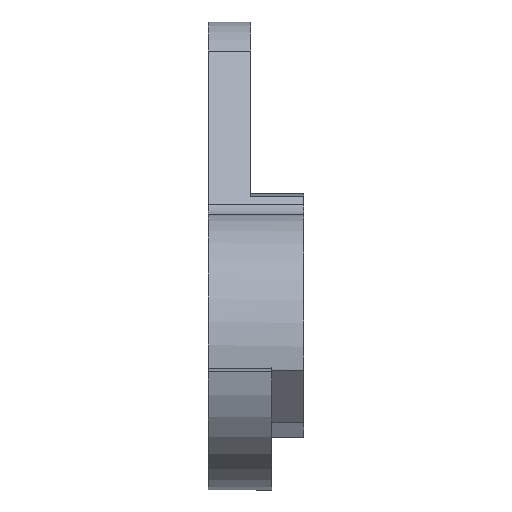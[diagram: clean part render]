
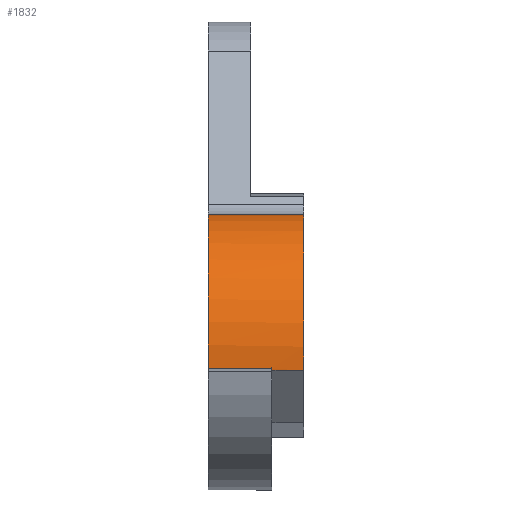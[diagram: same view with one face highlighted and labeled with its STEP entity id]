
A CAD part, left-side view. The second image highlights one B-rep face of the part: STEP entity #1832.
In plain terms, the highlighted cylindrical face has radius 13 mm (diameter 26 mm), a partial arc.
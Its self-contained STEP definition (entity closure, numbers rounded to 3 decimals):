
#506 = VERTEX_POINT('',#507);
#507 = CARTESIAN_POINT('',(-12.886,3.,-1.715));
#521 = PLANE('',#522);
#522 = AXIS2_PLACEMENT_3D('',#523,#524,#525);
#523 = CARTESIAN_POINT('',(-9.223,0.,5.018)
  );
#524 = DIRECTION('',(0.878,0.,-0.478)
  );
#525 = DIRECTION('',(0.478,0.,0.878));
#552 = CYLINDRICAL_SURFACE('',#553,13.);
#553 = AXIS2_PLACEMENT_3D('',#554,#555,#556);
#554 = CARTESIAN_POINT('',(0.,3.,0.));
#555 = DIRECTION('',(0.,-1.,0.));
#556 = DIRECTION('',(1.,0.,0.));
#643 = PLANE('',#644);
#644 = AXIS2_PLACEMENT_3D('',#645,#646,#647);
#645 = CARTESIAN_POINT('',(33.53,9.,-8.98));
#646 = DIRECTION('',(0.,1.,0.));
#647 = DIRECTION('',(-0.,0.,1.));
#1028 = EDGE_CURVE('',#1029,#506,#1031,.T.);
#1029 = VERTEX_POINT('',#1030);
#1030 = CARTESIAN_POINT('',(-12.908,3.,-1.542));
#1031 = SURFACE_CURVE('',#1032,(#1037,#1044),.PCURVE_S1.);
#1032 = CIRCLE('',#1033,13.);
#1033 = AXIS2_PLACEMENT_3D('',#1034,#1035,#1036);
#1034 = CARTESIAN_POINT('',(0.,3.,0.));
#1035 = DIRECTION('',(0.,-1.,0.));
#1036 = DIRECTION('',(1.,0.,0.));
#1037 = PCURVE('',#552,#1038);
#1038 = DEFINITIONAL_REPRESENTATION('',(#1039),#1043);
#1039 = LINE('',#1040,#1041);
#1040 = CARTESIAN_POINT('',(0.,0.));
#1041 = VECTOR('',#1042,1.);
#1042 = DIRECTION('',(1.,0.));
#1043 = ( GEOMETRIC_REPRESENTATION_CONTEXT(2) 
PARAMETRIC_REPRESENTATION_CONTEXT() REPRESENTATION_CONTEXT('2D SPACE',''
  ) );
#1044 = PCURVE('',#1045,#1050);
#1045 = CYLINDRICAL_SURFACE('',#1046,13.);
#1046 = AXIS2_PLACEMENT_3D('',#1047,#1048,#1049);
#1047 = CARTESIAN_POINT('',(0.,0.,0.));
#1048 = DIRECTION('',(0.,-1.,0.));
#1049 = DIRECTION('',(1.,0.,0.));
#1050 = DEFINITIONAL_REPRESENTATION('',(#1051),#1055);
#1051 = LINE('',#1052,#1053);
#1052 = CARTESIAN_POINT('',(0.,-3.));
#1053 = VECTOR('',#1054,1.);
#1054 = DIRECTION('',(1.,0.));
#1055 = ( GEOMETRIC_REPRESENTATION_CONTEXT(2) 
PARAMETRIC_REPRESENTATION_CONTEXT() REPRESENTATION_CONTEXT('2D SPACE',''
  ) );
#1057 = EDGE_CURVE('',#1029,#1058,#1060,.T.);
#1058 = VERTEX_POINT('',#1059);
#1059 = CARTESIAN_POINT('',(-12.908,9.,-1.542));
#1060 = SURFACE_CURVE('',#1061,(#1065,#1072),.PCURVE_S1.);
#1061 = LINE('',#1062,#1063);
#1062 = CARTESIAN_POINT('',(-12.908,3.,-1.542));
#1063 = VECTOR('',#1064,1.);
#1064 = DIRECTION('',(0.,1.,0.));
#1065 = PCURVE('',#552,#1066);
#1066 = DEFINITIONAL_REPRESENTATION('',(#1067),#1071);
#1067 = LINE('',#1068,#1069);
#1068 = CARTESIAN_POINT('',(3.26,0.));
#1069 = VECTOR('',#1070,1.);
#1070 = DIRECTION('',(0.,-1.));
#1071 = ( GEOMETRIC_REPRESENTATION_CONTEXT(2) 
PARAMETRIC_REPRESENTATION_CONTEXT() REPRESENTATION_CONTEXT('2D SPACE',''
  ) );
#1072 = PCURVE('',#1045,#1073);
#1073 = DEFINITIONAL_REPRESENTATION('',(#1074),#1078);
#1074 = LINE('',#1075,#1076);
#1075 = CARTESIAN_POINT('',(3.26,-3.));
#1076 = VECTOR('',#1077,1.);
#1077 = DIRECTION('',(0.,-1.));
#1078 = ( GEOMETRIC_REPRESENTATION_CONTEXT(2) 
PARAMETRIC_REPRESENTATION_CONTEXT() REPRESENTATION_CONTEXT('2D SPACE',''
  ) );
#1166 = VERTEX_POINT('',#1167);
#1167 = CARTESIAN_POINT('',(-12.886,0.,
    -1.715));
#1181 = PLANE('',#1182);
#1182 = AXIS2_PLACEMENT_3D('',#1183,#1184,#1185);
#1183 = CARTESIAN_POINT('',(33.53,0.,
    -8.98));
#1184 = DIRECTION('',(0.,1.,0.));
#1185 = DIRECTION('',(-0.,0.,1.));
#1214 = EDGE_CURVE('',#506,#1166,#1215,.T.);
#1215 = SURFACE_CURVE('',#1216,(#1220,#1227),.PCURVE_S1.);
#1216 = LINE('',#1217,#1218);
#1217 = CARTESIAN_POINT('',(-12.886,0.,
    -1.715));
#1218 = VECTOR('',#1219,1.);
#1219 = DIRECTION('',(0.,-1.,0.));
#1220 = PCURVE('',#521,#1221);
#1221 = DEFINITIONAL_REPRESENTATION('',(#1222),#1226);
#1222 = LINE('',#1223,#1224);
#1223 = CARTESIAN_POINT('',(-7.665,0.));
#1224 = VECTOR('',#1225,1.);
#1225 = DIRECTION('',(0.,1.));
#1226 = ( GEOMETRIC_REPRESENTATION_CONTEXT(2) 
PARAMETRIC_REPRESENTATION_CONTEXT() REPRESENTATION_CONTEXT('2D SPACE',''
  ) );
#1227 = PCURVE('',#1045,#1228);
#1228 = DEFINITIONAL_REPRESENTATION('',(#1229),#1232);
#1229 = B_SPLINE_CURVE_WITH_KNOTS('',1,(#1230,#1231),.UNSPECIFIED.,.F.,
  .F.,(2,2),(-3.,0.),.PIECEWISE_BEZIER_KNOTS.);
#1230 = CARTESIAN_POINT('',(3.274,-3.));
#1231 = CARTESIAN_POINT('',(3.274,0.));
#1232 = ( GEOMETRIC_REPRESENTATION_CONTEXT(2) 
PARAMETRIC_REPRESENTATION_CONTEXT() REPRESENTATION_CONTEXT('2D SPACE',''
  ) );
#1703 = VERTEX_POINT('',#1704);
#1704 = CARTESIAN_POINT('',(0.321,9.,12.996));
#1723 = CYLINDRICAL_SURFACE('',#1724,3.);
#1724 = AXIS2_PLACEMENT_3D('',#1725,#1726,#1727);
#1725 = CARTESIAN_POINT('',(0.395,0.,
    15.995));
#1726 = DIRECTION('',(0.,1.,0.));
#1727 = DIRECTION('',(-0.025,0.,
    -1.));
#1734 = EDGE_CURVE('',#1703,#1058,#1735,.T.);
#1735 = SURFACE_CURVE('',#1736,(#1741,#1752),.PCURVE_S1.);
#1736 = CIRCLE('',#1737,13.);
#1737 = AXIS2_PLACEMENT_3D('',#1738,#1739,#1740);
#1738 = CARTESIAN_POINT('',(0.,9.,0.));
#1739 = DIRECTION('',(0.,-1.,0.));
#1740 = DIRECTION('',(1.,0.,0.));
#1741 = PCURVE('',#643,#1742);
#1742 = DEFINITIONAL_REPRESENTATION('',(#1743),#1751);
#1743 = ( BOUNDED_CURVE() B_SPLINE_CURVE(2,(#1744,#1745,#1746,#1747,
#1748,#1749,#1750),.UNSPECIFIED.,.T.,.F.) B_SPLINE_CURVE_WITH_KNOTS((1,2
    ,2,2,2,1),(-2.094,0.,2.094,4.189,
6.283,8.378),.UNSPECIFIED.) CURVE() 
GEOMETRIC_REPRESENTATION_ITEM() RATIONAL_B_SPLINE_CURVE((1.,0.5,1.,0.5,
1.,0.5,1.)) REPRESENTATION_ITEM('') );
#1744 = CARTESIAN_POINT('',(8.98,-20.53));
#1745 = CARTESIAN_POINT('',(31.497,-20.53));
#1746 = CARTESIAN_POINT('',(20.239,-40.03));
#1747 = CARTESIAN_POINT('',(8.98,-59.53));
#1748 = CARTESIAN_POINT('',(-2.278,-40.03));
#1749 = CARTESIAN_POINT('',(-13.536,-20.53));
#1750 = CARTESIAN_POINT('',(8.98,-20.53));
#1751 = ( GEOMETRIC_REPRESENTATION_CONTEXT(2) 
PARAMETRIC_REPRESENTATION_CONTEXT() REPRESENTATION_CONTEXT('2D SPACE',''
  ) );
#1752 = PCURVE('',#1045,#1753);
#1753 = DEFINITIONAL_REPRESENTATION('',(#1754),#1757);
#1754 = B_SPLINE_CURVE_WITH_KNOTS('',1,(#1755,#1756),.UNSPECIFIED.,.F.,
  .F.,(2,2),(1.546,3.285),.PIECEWISE_BEZIER_KNOTS.);
#1755 = CARTESIAN_POINT('',(1.546,-9.));
#1756 = CARTESIAN_POINT('',(3.285,-9.));
#1757 = ( GEOMETRIC_REPRESENTATION_CONTEXT(2) 
PARAMETRIC_REPRESENTATION_CONTEXT() REPRESENTATION_CONTEXT('2D SPACE',''
  ) );
#1832 = ADVANCED_FACE('',(#1833),#1045,.T.);
#1833 = FACE_BOUND('',#1834,.T.);
#1834 = EDGE_LOOP('',(#1835,#1862,#1881,#1882,#1883,#1884));
#1835 = ORIENTED_EDGE('',*,*,#1836,.F.);
#1836 = EDGE_CURVE('',#1837,#1166,#1839,.T.);
#1837 = VERTEX_POINT('',#1838);
#1838 = CARTESIAN_POINT('',(0.321,0.,
    12.996));
#1839 = SURFACE_CURVE('',#1840,(#1845,#1851),.PCURVE_S1.);
#1840 = CIRCLE('',#1841,13.);
#1841 = AXIS2_PLACEMENT_3D('',#1842,#1843,#1844);
#1842 = CARTESIAN_POINT('',(0.,0.,0.));
#1843 = DIRECTION('',(0.,-1.,0.));
#1844 = DIRECTION('',(1.,0.,0.));
#1845 = PCURVE('',#1045,#1846);
#1846 = DEFINITIONAL_REPRESENTATION('',(#1847),#1850);
#1847 = B_SPLINE_CURVE_WITH_KNOTS('',1,(#1848,#1849),.UNSPECIFIED.,.F.,
  .F.,(2,2),(1.546,3.274),.PIECEWISE_BEZIER_KNOTS.);
#1848 = CARTESIAN_POINT('',(1.546,0.));
#1849 = CARTESIAN_POINT('',(3.274,0.));
#1850 = ( GEOMETRIC_REPRESENTATION_CONTEXT(2) 
PARAMETRIC_REPRESENTATION_CONTEXT() REPRESENTATION_CONTEXT('2D SPACE',''
  ) );
#1851 = PCURVE('',#1181,#1852);
#1852 = DEFINITIONAL_REPRESENTATION('',(#1853),#1861);
#1853 = ( BOUNDED_CURVE() B_SPLINE_CURVE(2,(#1854,#1855,#1856,#1857,
#1858,#1859,#1860),.UNSPECIFIED.,.T.,.F.) B_SPLINE_CURVE_WITH_KNOTS((1,2
    ,2,2,2,1),(-2.094,0.,2.094,4.189,
6.283,8.378),.UNSPECIFIED.) CURVE() 
GEOMETRIC_REPRESENTATION_ITEM() RATIONAL_B_SPLINE_CURVE((1.,0.5,1.,0.5,
1.,0.5,1.)) REPRESENTATION_ITEM('') );
#1854 = CARTESIAN_POINT('',(8.98,-20.53));
#1855 = CARTESIAN_POINT('',(31.497,-20.53));
#1856 = CARTESIAN_POINT('',(20.239,-40.03));
#1857 = CARTESIAN_POINT('',(8.98,-59.53));
#1858 = CARTESIAN_POINT('',(-2.278,-40.03));
#1859 = CARTESIAN_POINT('',(-13.536,-20.53));
#1860 = CARTESIAN_POINT('',(8.98,-20.53));
#1861 = ( GEOMETRIC_REPRESENTATION_CONTEXT(2) 
PARAMETRIC_REPRESENTATION_CONTEXT() REPRESENTATION_CONTEXT('2D SPACE',''
  ) );
#1862 = ORIENTED_EDGE('',*,*,#1863,.T.);
#1863 = EDGE_CURVE('',#1837,#1703,#1864,.T.);
#1864 = SURFACE_CURVE('',#1865,(#1869,#1875),.PCURVE_S1.);
#1865 = LINE('',#1866,#1867);
#1866 = CARTESIAN_POINT('',(0.321,0.,
    12.996));
#1867 = VECTOR('',#1868,1.);
#1868 = DIRECTION('',(0.,1.,0.));
#1869 = PCURVE('',#1045,#1870);
#1870 = DEFINITIONAL_REPRESENTATION('',(#1871),#1874);
#1871 = B_SPLINE_CURVE_WITH_KNOTS('',1,(#1872,#1873),.UNSPECIFIED.,.F.,
  .F.,(2,2),(0.,9.),.PIECEWISE_BEZIER_KNOTS.);
#1872 = CARTESIAN_POINT('',(1.546,0.));
#1873 = CARTESIAN_POINT('',(1.546,-9.));
#1874 = ( GEOMETRIC_REPRESENTATION_CONTEXT(2) 
PARAMETRIC_REPRESENTATION_CONTEXT() REPRESENTATION_CONTEXT('2D SPACE',''
  ) );
#1875 = PCURVE('',#1723,#1876);
#1876 = DEFINITIONAL_REPRESENTATION('',(#1877),#1880);
#1877 = B_SPLINE_CURVE_WITH_KNOTS('',1,(#1878,#1879),.UNSPECIFIED.,.F.,
  .F.,(2,2),(0.,9.),.PIECEWISE_BEZIER_KNOTS.);
#1878 = CARTESIAN_POINT('',(0.,0.));
#1879 = CARTESIAN_POINT('',(0.,9.));
#1880 = ( GEOMETRIC_REPRESENTATION_CONTEXT(2) 
PARAMETRIC_REPRESENTATION_CONTEXT() REPRESENTATION_CONTEXT('2D SPACE',''
  ) );
#1881 = ORIENTED_EDGE('',*,*,#1734,.T.);
#1882 = ORIENTED_EDGE('',*,*,#1057,.F.);
#1883 = ORIENTED_EDGE('',*,*,#1028,.T.);
#1884 = ORIENTED_EDGE('',*,*,#1214,.T.);
